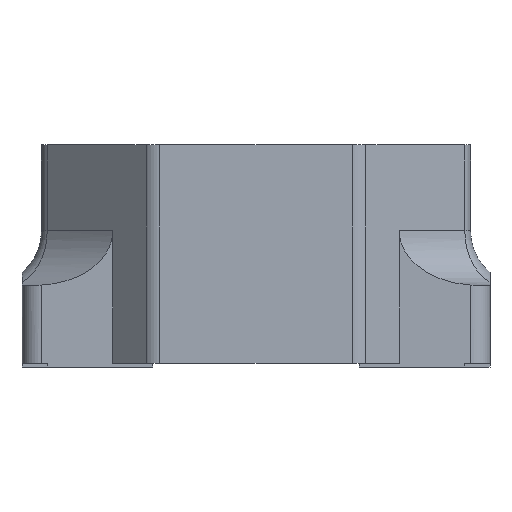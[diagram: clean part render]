
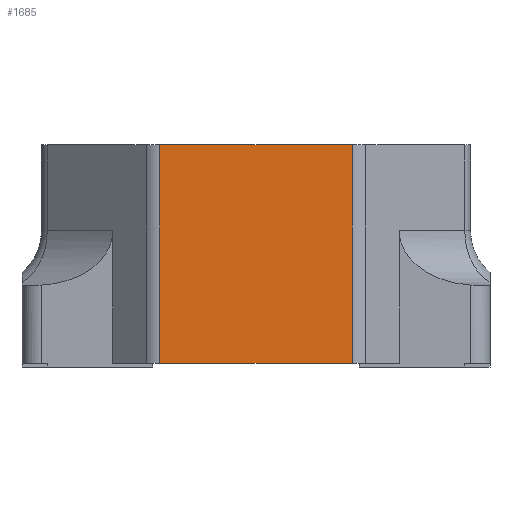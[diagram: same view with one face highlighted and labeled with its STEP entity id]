
A CAD part, left-side view. The second image highlights one B-rep face of the part: STEP entity #1685.
In plain terms, the highlighted planar face has unit normal (-1, 0, 0).
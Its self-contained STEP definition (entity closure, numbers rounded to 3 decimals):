
#840 = PLANE('',#841);
#841 = AXIS2_PLACEMENT_3D('',#842,#843,#844);
#842 = CARTESIAN_POINT('',(0.,0.,2.8));
#843 = DIRECTION('',(0.,0.,-1.));
#844 = DIRECTION('',(-1.,0.,0.));
#1085 = CYLINDRICAL_SURFACE('',#1086,0.25);
#1086 = AXIS2_PLACEMENT_3D('',#1087,#1088,#1089);
#1087 = CARTESIAN_POINT('',(-2.75,-1.232,2.8));
#1088 = DIRECTION('',(0.,0.,-1.));
#1089 = DIRECTION('',(-1.,0.,0.));
#1111 = PLANE('',#1112);
#1112 = AXIS2_PLACEMENT_3D('',#1113,#1114,#1115);
#1113 = CARTESIAN_POINT('',(0.,0.,0.));
#1114 = DIRECTION('',(0.,0.,-1.));
#1115 = DIRECTION('',(-1.,0.,0.));
#1653 = CYLINDRICAL_SURFACE('',#1654,0.25);
#1654 = AXIS2_PLACEMENT_3D('',#1655,#1656,#1657);
#1655 = CARTESIAN_POINT('',(-2.75,1.232,2.8));
#1656 = DIRECTION('',(0.,0.,-1.));
#1657 = DIRECTION('',(-1.,0.,0.));
#1685 = ADVANCED_FACE('',(#1686),#1700,.F.);
#1686 = FACE_BOUND('',#1687,.T.);
#1687 = EDGE_LOOP('',(#1688,#1718,#1741,#1764));
#1688 = ORIENTED_EDGE('',*,*,#1689,.T.);
#1689 = EDGE_CURVE('',#1690,#1692,#1694,.T.);
#1690 = VERTEX_POINT('',#1691);
#1691 = CARTESIAN_POINT('',(-3.,1.232,0.));
#1692 = VERTEX_POINT('',#1693);
#1693 = CARTESIAN_POINT('',(-3.,-1.232,0.));
#1694 = SURFACE_CURVE('',#1695,(#1699,#1711),.PCURVE_S1.);
#1695 = LINE('',#1696,#1697);
#1696 = CARTESIAN_POINT('',(-3.,-1.336,0.));
#1697 = VECTOR('',#1698,1.);
#1698 = DIRECTION('',(0.,-1.,0.));
#1699 = PCURVE('',#1700,#1705);
#1700 = PLANE('',#1701);
#1701 = AXIS2_PLACEMENT_3D('',#1702,#1703,#1704);
#1702 = CARTESIAN_POINT('',(-3.,-1.336,2.8));
#1703 = DIRECTION('',(1.,0.,0.));
#1704 = DIRECTION('',(0.,1.,0.));
#1705 = DEFINITIONAL_REPRESENTATION('',(#1706),#1710);
#1706 = LINE('',#1707,#1708);
#1707 = CARTESIAN_POINT('',(0.,-2.8));
#1708 = VECTOR('',#1709,1.);
#1709 = DIRECTION('',(-1.,0.));
#1710 = ( GEOMETRIC_REPRESENTATION_CONTEXT(2) 
PARAMETRIC_REPRESENTATION_CONTEXT() REPRESENTATION_CONTEXT('2D SPACE',''
  ) );
#1711 = PCURVE('',#1111,#1712);
#1712 = DEFINITIONAL_REPRESENTATION('',(#1713),#1717);
#1713 = LINE('',#1714,#1715);
#1714 = CARTESIAN_POINT('',(3.,-1.336));
#1715 = VECTOR('',#1716,1.);
#1716 = DIRECTION('',(0.,-1.));
#1717 = ( GEOMETRIC_REPRESENTATION_CONTEXT(2) 
PARAMETRIC_REPRESENTATION_CONTEXT() REPRESENTATION_CONTEXT('2D SPACE',''
  ) );
#1718 = ORIENTED_EDGE('',*,*,#1719,.T.);
#1719 = EDGE_CURVE('',#1692,#1720,#1722,.T.);
#1720 = VERTEX_POINT('',#1721);
#1721 = CARTESIAN_POINT('',(-3.,-1.232,2.8));
#1722 = SURFACE_CURVE('',#1723,(#1727,#1734),.PCURVE_S1.);
#1723 = LINE('',#1724,#1725);
#1724 = CARTESIAN_POINT('',(-3.,-1.232,2.8));
#1725 = VECTOR('',#1726,1.);
#1726 = DIRECTION('',(0.,0.,1.));
#1727 = PCURVE('',#1700,#1728);
#1728 = DEFINITIONAL_REPRESENTATION('',(#1729),#1733);
#1729 = LINE('',#1730,#1731);
#1730 = CARTESIAN_POINT('',(0.104,0.));
#1731 = VECTOR('',#1732,1.);
#1732 = DIRECTION('',(0.,1.));
#1733 = ( GEOMETRIC_REPRESENTATION_CONTEXT(2) 
PARAMETRIC_REPRESENTATION_CONTEXT() REPRESENTATION_CONTEXT('2D SPACE',''
  ) );
#1734 = PCURVE('',#1085,#1735);
#1735 = DEFINITIONAL_REPRESENTATION('',(#1736),#1740);
#1736 = LINE('',#1737,#1738);
#1737 = CARTESIAN_POINT('',(6.283,0.));
#1738 = VECTOR('',#1739,1.);
#1739 = DIRECTION('',(0.,-1.));
#1740 = ( GEOMETRIC_REPRESENTATION_CONTEXT(2) 
PARAMETRIC_REPRESENTATION_CONTEXT() REPRESENTATION_CONTEXT('2D SPACE',''
  ) );
#1741 = ORIENTED_EDGE('',*,*,#1742,.F.);
#1742 = EDGE_CURVE('',#1743,#1720,#1745,.T.);
#1743 = VERTEX_POINT('',#1744);
#1744 = CARTESIAN_POINT('',(-3.,1.232,2.8));
#1745 = SURFACE_CURVE('',#1746,(#1750,#1757),.PCURVE_S1.);
#1746 = LINE('',#1747,#1748);
#1747 = CARTESIAN_POINT('',(-3.,-1.336,2.8));
#1748 = VECTOR('',#1749,1.);
#1749 = DIRECTION('',(0.,-1.,0.));
#1750 = PCURVE('',#1700,#1751);
#1751 = DEFINITIONAL_REPRESENTATION('',(#1752),#1756);
#1752 = LINE('',#1753,#1754);
#1753 = CARTESIAN_POINT('',(0.,0.));
#1754 = VECTOR('',#1755,1.);
#1755 = DIRECTION('',(-1.,0.));
#1756 = ( GEOMETRIC_REPRESENTATION_CONTEXT(2) 
PARAMETRIC_REPRESENTATION_CONTEXT() REPRESENTATION_CONTEXT('2D SPACE',''
  ) );
#1757 = PCURVE('',#840,#1758);
#1758 = DEFINITIONAL_REPRESENTATION('',(#1759),#1763);
#1759 = LINE('',#1760,#1761);
#1760 = CARTESIAN_POINT('',(3.,-1.336));
#1761 = VECTOR('',#1762,1.);
#1762 = DIRECTION('',(0.,-1.));
#1763 = ( GEOMETRIC_REPRESENTATION_CONTEXT(2) 
PARAMETRIC_REPRESENTATION_CONTEXT() REPRESENTATION_CONTEXT('2D SPACE',''
  ) );
#1764 = ORIENTED_EDGE('',*,*,#1765,.T.);
#1765 = EDGE_CURVE('',#1743,#1690,#1766,.T.);
#1766 = SURFACE_CURVE('',#1767,(#1771,#1778),.PCURVE_S1.);
#1767 = LINE('',#1768,#1769);
#1768 = CARTESIAN_POINT('',(-3.,1.232,2.8));
#1769 = VECTOR('',#1770,1.);
#1770 = DIRECTION('',(0.,0.,-1.));
#1771 = PCURVE('',#1700,#1772);
#1772 = DEFINITIONAL_REPRESENTATION('',(#1773),#1777);
#1773 = LINE('',#1774,#1775);
#1774 = CARTESIAN_POINT('',(2.568,0.));
#1775 = VECTOR('',#1776,1.);
#1776 = DIRECTION('',(0.,-1.));
#1777 = ( GEOMETRIC_REPRESENTATION_CONTEXT(2) 
PARAMETRIC_REPRESENTATION_CONTEXT() REPRESENTATION_CONTEXT('2D SPACE',''
  ) );
#1778 = PCURVE('',#1653,#1779);
#1779 = DEFINITIONAL_REPRESENTATION('',(#1780),#1784);
#1780 = LINE('',#1781,#1782);
#1781 = CARTESIAN_POINT('',(0.,0.));
#1782 = VECTOR('',#1783,1.);
#1783 = DIRECTION('',(0.,1.));
#1784 = ( GEOMETRIC_REPRESENTATION_CONTEXT(2) 
PARAMETRIC_REPRESENTATION_CONTEXT() REPRESENTATION_CONTEXT('2D SPACE',''
  ) );
